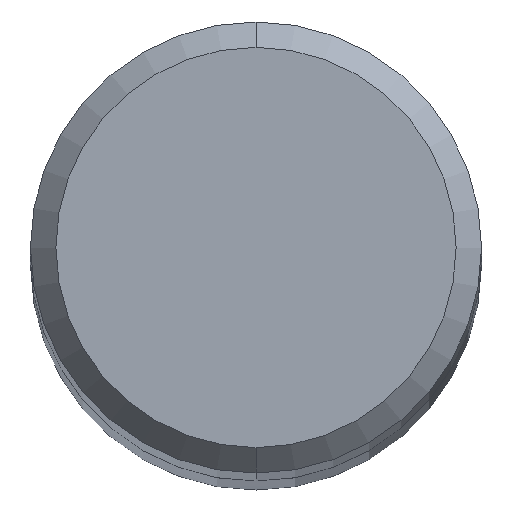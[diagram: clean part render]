
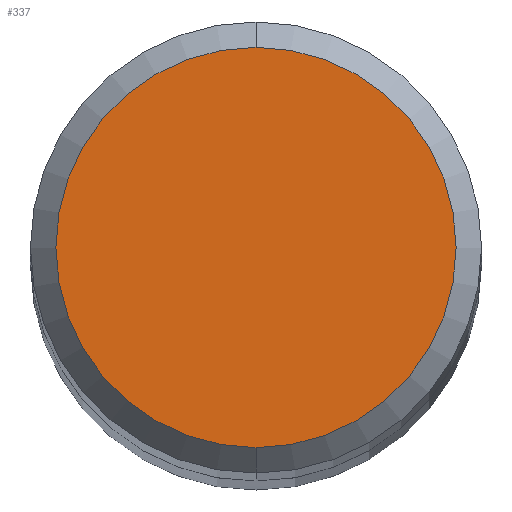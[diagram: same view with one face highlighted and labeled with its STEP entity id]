
A CAD part, top view. The second image highlights one B-rep face of the part: STEP entity #337.
In plain terms, the highlighted planar face has unit normal (0, 0, 1).
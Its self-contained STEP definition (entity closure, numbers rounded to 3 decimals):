
#165=VERTEX_POINT('',#441);
#197=EDGE_CURVE('',#165,#223,#478,.T.);
#223=VERTEX_POINT('',#505);
#233=EDGE_CURVE('',#223,#165,#516,.T.);
#337=ADVANCED_FACE('',(#629),#630,.T.);
#441=CARTESIAN_POINT('',(0.,-3.15,0.0));
#478=CIRCLE('',#803,3.15);
#505=CARTESIAN_POINT('',(0.0,3.15,0.0));
#516=CIRCLE('',#889,3.15);
#629=FACE_OUTER_BOUND('',#1185,.T.);
#630=PLANE('',#1186);
#803=AXIS2_PLACEMENT_3D('',#1383,#1384,#1385);
#889=AXIS2_PLACEMENT_3D('',#1413,#1414,#1415);
#1185=EDGE_LOOP('',(#1529,#1530));
#1186=AXIS2_PLACEMENT_3D('',#1531,#1532,#1533);
#1383=CARTESIAN_POINT('',(0.0,0.0,0.0));
#1384=DIRECTION('',(0.0,0.0,-1.0));
#1385=DIRECTION('',(0.0,1.0,0.0));
#1413=CARTESIAN_POINT('',(0.0,0.0,0.0));
#1414=DIRECTION('',(0.0,0.0,-1.0));
#1415=DIRECTION('',(0.0,1.0,0.0));
#1529=ORIENTED_EDGE('',*,*,#233,.F.);
#1530=ORIENTED_EDGE('',*,*,#197,.F.);
#1531=CARTESIAN_POINT('',(0.0,1.575,0.0));
#1532=DIRECTION('',(-0.0,0.0,1.0));
#1533=DIRECTION('',(0.0,-1.0,0.0));
